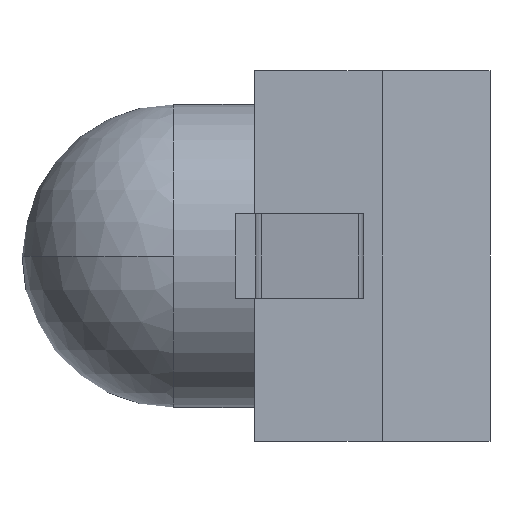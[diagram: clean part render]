
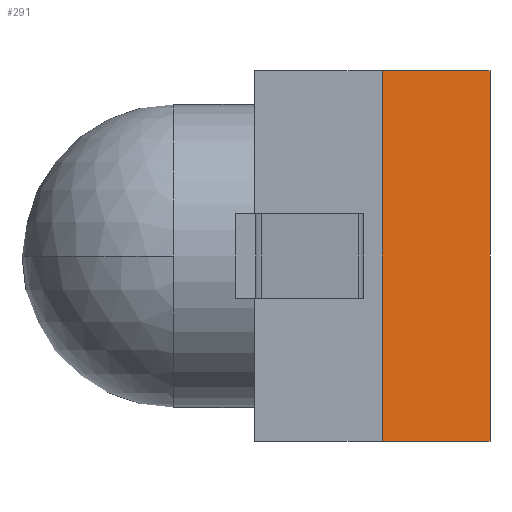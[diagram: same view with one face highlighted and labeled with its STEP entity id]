
A CAD part, left-side view. The second image highlights one B-rep face of the part: STEP entity #291.
In plain terms, the highlighted planar face has unit normal (-0.997, -0.076, 0).
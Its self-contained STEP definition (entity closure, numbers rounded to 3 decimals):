
#7 = CARTESIAN_POINT ( 'NONE',  ( -1.05, -0.06, -1.3 ) ) ;
#28 = DIRECTION ( 'NONE',  ( 0., 0., 1. ) ) ;
#60 = DIRECTION ( 'NONE',  ( 0.997, 0.076, 0. ) ) ;
#61 = ORIENTED_EDGE ( 'NONE', *, *, #379, .F. ) ;
#68 = CARTESIAN_POINT ( 'NONE',  ( -1.05, -0.06, -1.3 ) ) ;
#75 = ORIENTED_EDGE ( 'NONE', *, *, #1108, .T. ) ;
#118 = CARTESIAN_POINT ( 'NONE',  ( -1.048, -0.08, -1.1 ) ) ;
#139 = DIRECTION ( 'NONE',  ( -0.076, 0.997, 0. ) ) ;
#217 = EDGE_LOOP ( 'NONE', ( #75, #843, #61, #223 ) ) ;
#218 = CARTESIAN_POINT ( 'NONE',  ( -1.05, -0.06, -1.1 ) ) ;
#223 = ORIENTED_EDGE ( 'NONE', *, *, #1101, .F. ) ;
#261 = DIRECTION ( 'NONE',  ( -0.076, 0.997, 0. ) ) ;
#291 = ADVANCED_FACE ( 'NONE', ( #621 ), #550, .F. ) ;
#327 = VECTOR ( 'NONE', #918, 1000. ) ;
#331 = CARTESIAN_POINT ( 'NONE',  ( -1.05, -0.06, 1.1 ) ) ;
#379 = EDGE_CURVE ( 'NONE', #535, #861, #551, .T. ) ;
#406 = CARTESIAN_POINT ( 'NONE',  ( -1.001, -0.7, 1.1 ) ) ;
#502 = VERTEX_POINT ( 'NONE', #406 ) ;
#535 = VERTEX_POINT ( 'NONE', #218 ) ;
#550 = PLANE ( 'NONE',  #597 ) ;
#551 = LINE ( 'NONE', #7, #897 ) ;
#555 = LINE ( 'NONE', #118, #1058 ) ;
#597 = AXIS2_PLACEMENT_3D ( 'NONE', #68, #60, #261 ) ;
#599 = LINE ( 'NONE', #1193, #795 ) ;
#604 = LINE ( 'NONE', #331, #327 ) ;
#618 = CARTESIAN_POINT ( 'NONE',  ( -1.001, -0.7, -1.1 ) ) ;
#621 = FACE_OUTER_BOUND ( 'NONE', #217, .T. ) ;
#795 = VECTOR ( 'NONE', #28, 1000. ) ;
#843 = ORIENTED_EDGE ( 'NONE', *, *, #1087, .T. ) ;
#861 = VERTEX_POINT ( 'NONE', #863 ) ;
#863 = CARTESIAN_POINT ( 'NONE',  ( -1.05, -0.06, 1.1 ) ) ;
#897 = VECTOR ( 'NONE', #1164, 1000. ) ;
#918 = DIRECTION ( 'NONE',  ( -0.076, 0.997, 0. ) ) ;
#1058 = VECTOR ( 'NONE', #139, 1000. ) ;
#1085 = VERTEX_POINT ( 'NONE', #618 ) ;
#1087 = EDGE_CURVE ( 'NONE', #502, #861, #604, .T. ) ;
#1101 = EDGE_CURVE ( 'NONE', #1085, #535, #555, .T. ) ;
#1108 = EDGE_CURVE ( 'NONE', #1085, #502, #599, .T. ) ;
#1164 = DIRECTION ( 'NONE',  ( 0., 0., 1. ) ) ;
#1193 = CARTESIAN_POINT ( 'NONE',  ( -1.001, -0.7, -1.3 ) ) ;
